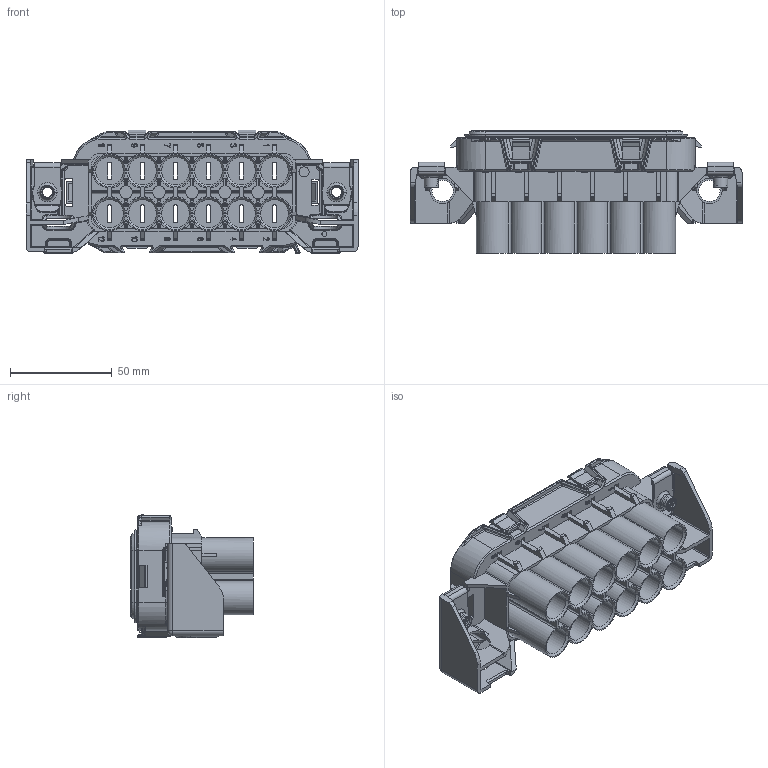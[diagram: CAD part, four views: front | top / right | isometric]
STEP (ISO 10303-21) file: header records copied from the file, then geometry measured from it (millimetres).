
FILE_DESCRIPTION((''),'2;1');
FILE_NAME('SC42-2033D-A001_NCF_ASM','2025-04-09T13:53:58',('20077268'),(''),'CREO PARAMETRIC BY PTC INC, 2024014','CREO PARAMETRIC BY PTC INC, 2024014','');
FILE_SCHEMA(('CONFIG_CONTROL_DESIGN'));
Products named in the file (7): C26-1012-2D_SALES_NCF; C14-1013_INSTALLED_NCF; PDM-RS_INSTALLED_NCF_ASM; PDM-R4D01_NCF_ASM; C02-1012-M_NCF; PDM-TMC_NCF_ASM; SC42-2033D-A001_NCF_ASM
Assembly tree (7 placements, depth 4):
  SC42-2033D-A001_NCF_ASM
    PDM-R4D01_NCF_ASM
      C26-1012-2D_SALES_NCF
      PDM-RS_INSTALLED_NCF_ASM
        C14-1013_INSTALLED_NCF
    PDM-TMC_NCF_ASM  x2
      C02-1012-M_NCF
Bounding box: 163 x 60.2 x 60.76 mm (x, y, z)
Volume: 153065.4 mm3; surface area: 117546.1 mm2
Topology: 4 solids, 4 shells, 3619 faces, 9251 edges, 5715 vertices
Faces by surface type: plane 1729, cylinder 995, cone 359, bspline 218, torus 184, extrusion 76, sphere 58
Entity records: 113893 total; most frequent: CARTESIAN_POINT 30824, ORIENTED_EDGE 17678, DIRECTION 16773, EDGE_CURVE 8839, VECTOR 5683, LINE 5607, AXIS2_PLACEMENT_3D 5545, VERTEX_POINT 5479
